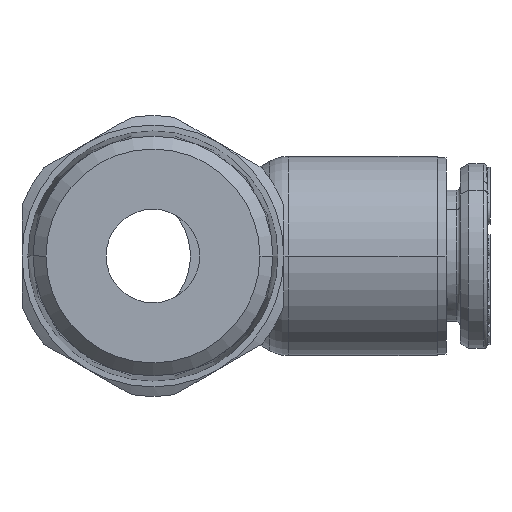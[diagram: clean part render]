
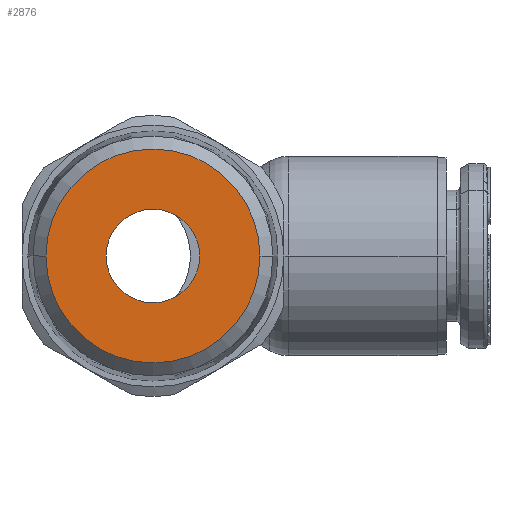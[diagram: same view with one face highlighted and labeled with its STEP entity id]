
A CAD part, left-side view. The second image highlights one B-rep face of the part: STEP entity #2876.
In plain terms, the highlighted planar face has unit normal (-1, 0, 0).
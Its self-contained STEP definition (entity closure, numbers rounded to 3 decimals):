
#2876=ADVANCED_FACE('',(#6298,#6299),#6300,.T.);
#6298=FACE_OUTER_BOUND('',#12058,.T.);
#6299=FACE_BOUND('',#12059,.T.);
#6300=PLANE('',#12060);
#12058=EDGE_LOOP('',(#22218,#22219));
#12059=EDGE_LOOP('',(#22220,#22221));
#12060=AXIS2_PLACEMENT_3D('',#22222,#22223,#22224);
#22218=ORIENTED_EDGE('',*,*,#30727,.F.);
#22219=ORIENTED_EDGE('',*,*,#30653,.F.);
#22220=ORIENTED_EDGE('',*,*,#29114,.F.);
#22221=ORIENTED_EDGE('',*,*,#30728,.F.);
#22222=CARTESIAN_POINT('',(-31.45,0.0,0.0));
#22223=DIRECTION('',(-1.0,0.0,0.0));
#22224=DIRECTION('',(0.0,0.0,-1.0));
#29114=EDGE_CURVE('',#35115,#35118,#35119,.T.);
#30653=EDGE_CURVE('',#37285,#37287,#37288,.T.);
#30727=EDGE_CURVE('',#37287,#37285,#37374,.T.);
#30728=EDGE_CURVE('',#35118,#35115,#37375,.T.);
#35115=VERTEX_POINT('',#44279);
#35118=VERTEX_POINT('',#44283);
#35119=CIRCLE('',#44284,2.5);
#37285=VERTEX_POINT('',#48870);
#37287=VERTEX_POINT('',#48873);
#37288=CIRCLE('',#48874,5.719);
#37374=CIRCLE('',#49184,5.719);
#37375=CIRCLE('',#49185,2.5);
#44279=CARTESIAN_POINT('',(-31.45,0.0,2.5));
#44283=CARTESIAN_POINT('',(-31.45,0.,-2.5));
#44284=AXIS2_PLACEMENT_3D('',#54188,#54189,#54190);
#48870=CARTESIAN_POINT('',(-31.45,5.719,0.));
#48873=CARTESIAN_POINT('',(-31.45,-5.719,0.0));
#48874=AXIS2_PLACEMENT_3D('',#56026,#56027,#56028);
#49184=AXIS2_PLACEMENT_3D('',#56100,#56101,#56102);
#49185=AXIS2_PLACEMENT_3D('',#56103,#56104,#56105);
#54188=CARTESIAN_POINT('',(-31.45,0.0,0.0));
#54189=DIRECTION('',(-1.0,0.0,0.0));
#54190=DIRECTION('',(0.0,0.0,1.0));
#56026=CARTESIAN_POINT('',(-31.45,0.0,0.0));
#56027=DIRECTION('',(1.0,0.0,0.0));
#56028=DIRECTION('',(0.0,1.0,0.0));
#56100=CARTESIAN_POINT('',(-31.45,0.0,0.0));
#56101=DIRECTION('',(1.0,0.0,0.0));
#56102=DIRECTION('',(0.0,1.0,0.0));
#56103=CARTESIAN_POINT('',(-31.45,0.0,0.0));
#56104=DIRECTION('',(-1.0,0.0,0.0));
#56105=DIRECTION('',(0.0,0.0,1.0));
